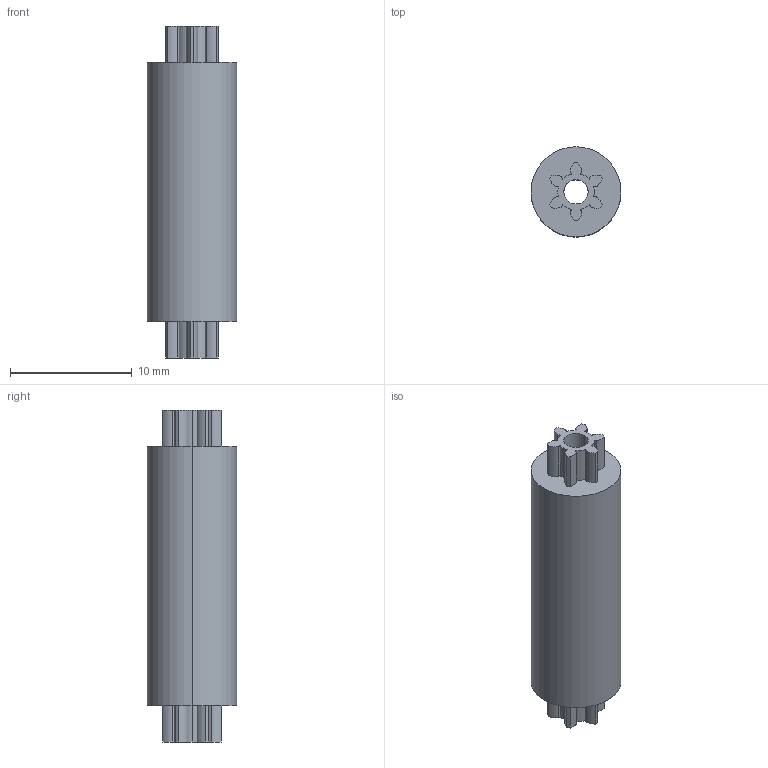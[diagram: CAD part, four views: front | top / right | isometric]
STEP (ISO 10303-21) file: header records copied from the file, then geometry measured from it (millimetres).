
FILE_DESCRIPTION (( 'STEP AP214' ), '1' );
FILE_NAME ('苤嗉.STEP', '2024-01-29T19:23:41', ( '' ), ( '' ), 'SwSTEP 2.0', 'SolidWorks 2022', '' );
FILE_SCHEMA (( 'AUTOMOTIVE_DESIGN' ));
Length unit declared in the file: millimetre
Products named in the file (1): 小惰
Bounding box: 7.4 x 7.4 x 27.3 mm (x, y, z)
Volume: 897.1 mm3; surface area: 862.6 mm2
Topology: 1 solids, 1 shells, 82 faces, 234 edges, 156 vertices
Faces by surface type: bspline 59, cylinder 19, plane 4
Entity records: 3720 total; most frequent: CARTESIAN_POINT 1909, ORIENTED_EDGE 468, EDGE_CURVE 234, DIRECTION 204, VERTEX_POINT 156, B_SPLINE_CURVE_WITH_KNOTS 117, EDGE_LOOP 86, ADVANCED_FACE 82
